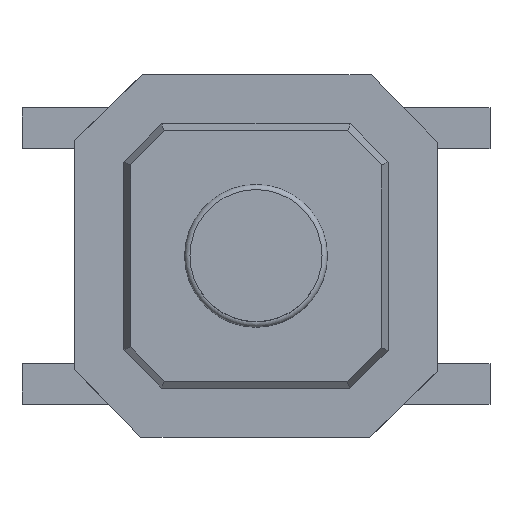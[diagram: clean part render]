
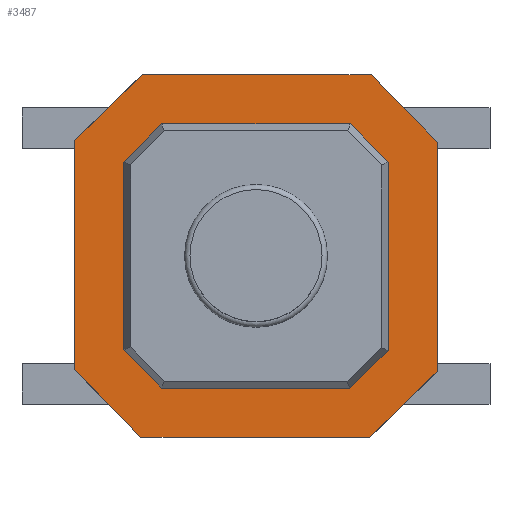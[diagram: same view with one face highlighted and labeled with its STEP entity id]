
A CAD part, top view. The second image highlights one B-rep face of the part: STEP entity #3487.
In plain terms, the highlighted planar face has unit normal (0, 0, 1).
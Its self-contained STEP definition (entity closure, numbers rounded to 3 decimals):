
#151=FACE_BOUND('',#595,.T.);
#174=PLANE('',#3735);
#383=FACE_OUTER_BOUND('',#594,.T.);
#594=EDGE_LOOP('',(#2530,#2531,#2532,#2533,#2534,#2535,#2536,#2537));
#595=EDGE_LOOP('',(#2538,#2539,#2540,#2541,#2542,#2543,#2544,#2545));
#817=LINE('',#4696,#1233);
#821=LINE('',#4705,#1237);
#827=LINE('',#4716,#1243);
#831=LINE('',#4726,#1247);
#840=LINE('',#4743,#1256);
#844=LINE('',#4752,#1260);
#847=LINE('',#4756,#1263);
#849=LINE('',#4759,#1265);
#850=LINE('',#4763,#1266);
#851=LINE('',#4765,#1267);
#852=LINE('',#4767,#1268);
#853=LINE('',#4769,#1269);
#854=LINE('',#4771,#1270);
#855=LINE('',#4773,#1271);
#856=LINE('',#4775,#1272);
#857=LINE('',#4776,#1273);
#1233=VECTOR('',#3920,1000.);
#1237=VECTOR('',#3926,1000.);
#1243=VECTOR('',#3934,1000.);
#1247=VECTOR('',#3940,1000.);
#1256=VECTOR('',#3951,1000.);
#1260=VECTOR('',#3957,1000.);
#1263=VECTOR('',#3962,1000.);
#1265=VECTOR('',#3966,1000.);
#1266=VECTOR('',#3969,1000.);
#1267=VECTOR('',#3970,1000.);
#1268=VECTOR('',#3971,1000.);
#1269=VECTOR('',#3972,1000.);
#1270=VECTOR('',#3973,1000.);
#1271=VECTOR('',#3974,1000.);
#1272=VECTOR('',#3975,1000.);
#1273=VECTOR('',#3976,1000.);
#1648=VERTEX_POINT('',#4681);
#1655=VERTEX_POINT('',#4694);
#1659=VERTEX_POINT('',#4704);
#1663=VERTEX_POINT('',#4714);
#1667=VERTEX_POINT('',#4723);
#1668=VERTEX_POINT('',#4725);
#1675=VERTEX_POINT('',#4741);
#1679=VERTEX_POINT('',#4751);
#1680=VERTEX_POINT('',#4761);
#1681=VERTEX_POINT('',#4762);
#1682=VERTEX_POINT('',#4764);
#1683=VERTEX_POINT('',#4766);
#1684=VERTEX_POINT('',#4768);
#1685=VERTEX_POINT('',#4770);
#1686=VERTEX_POINT('',#4772);
#1687=VERTEX_POINT('',#4774);
#1988=EDGE_CURVE('',#1655,#1648,#817,.T.);
#1992=EDGE_CURVE('',#1648,#1659,#821,.T.);
#1998=EDGE_CURVE('',#1663,#1655,#827,.T.);
#2002=EDGE_CURVE('',#1667,#1668,#831,.T.);
#2011=EDGE_CURVE('',#1675,#1667,#840,.T.);
#2015=EDGE_CURVE('',#1668,#1679,#844,.T.);
#2018=EDGE_CURVE('',#1679,#1663,#847,.T.);
#2020=EDGE_CURVE('',#1659,#1675,#849,.T.);
#2021=EDGE_CURVE('',#1680,#1681,#850,.T.);
#2022=EDGE_CURVE('',#1681,#1682,#851,.T.);
#2023=EDGE_CURVE('',#1682,#1683,#852,.T.);
#2024=EDGE_CURVE('',#1683,#1684,#853,.T.);
#2025=EDGE_CURVE('',#1684,#1685,#854,.T.);
#2026=EDGE_CURVE('',#1685,#1686,#855,.T.);
#2027=EDGE_CURVE('',#1686,#1687,#856,.T.);
#2028=EDGE_CURVE('',#1687,#1680,#857,.T.);
#2530=ORIENTED_EDGE('',*,*,#2002,.F.);
#2531=ORIENTED_EDGE('',*,*,#2011,.F.);
#2532=ORIENTED_EDGE('',*,*,#2020,.F.);
#2533=ORIENTED_EDGE('',*,*,#1992,.F.);
#2534=ORIENTED_EDGE('',*,*,#1988,.F.);
#2535=ORIENTED_EDGE('',*,*,#1998,.F.);
#2536=ORIENTED_EDGE('',*,*,#2018,.F.);
#2537=ORIENTED_EDGE('',*,*,#2015,.F.);
#2538=ORIENTED_EDGE('',*,*,#2021,.T.);
#2539=ORIENTED_EDGE('',*,*,#2022,.T.);
#2540=ORIENTED_EDGE('',*,*,#2023,.T.);
#2541=ORIENTED_EDGE('',*,*,#2024,.T.);
#2542=ORIENTED_EDGE('',*,*,#2025,.T.);
#2543=ORIENTED_EDGE('',*,*,#2026,.T.);
#2544=ORIENTED_EDGE('',*,*,#2027,.T.);
#2545=ORIENTED_EDGE('',*,*,#2028,.T.);
#3487=ADVANCED_FACE('',(#383,#151),#174,.F.);
#3735=AXIS2_PLACEMENT_3D('',#4760,#3967,#3968);
#3920=DIRECTION('',(0.,1.,0.));
#3926=DIRECTION('',(0.714,0.701,0.));
#3934=DIRECTION('',(-0.701,0.714,0.));
#3940=DIRECTION('',(0.,-1.,0.));
#3951=DIRECTION('',(0.701,-0.714,0.));
#3957=DIRECTION('',(-0.714,-0.701,0.));
#3962=DIRECTION('',(-1.,0.,0.));
#3966=DIRECTION('',(1.,0.,0.));
#3967=DIRECTION('center_axis',(0.,0.,-1.));
#3968=DIRECTION('ref_axis',(-1.,0.,0.));
#3969=DIRECTION('',(1.,0.,0.));
#3970=DIRECTION('',(0.701,-0.714,0.));
#3971=DIRECTION('',(0.,-1.,0.));
#3972=DIRECTION('',(-0.714,-0.701,0.));
#3973=DIRECTION('',(-1.,0.,0.));
#3974=DIRECTION('',(-0.701,0.714,0.));
#3975=DIRECTION('',(0.,1.,0.));
#3976=DIRECTION('',(0.701,0.714,0.));
#4681=CARTESIAN_POINT('',(-2.55,1.618,0.838));
#4694=CARTESIAN_POINT('',(-2.55,-1.6,0.838));
#4696=CARTESIAN_POINT('',(-2.55,-1.6,0.838));
#4704=CARTESIAN_POINT('',(-1.6,2.55,0.838));
#4705=CARTESIAN_POINT('',(-2.55,1.618,0.838));
#4714=CARTESIAN_POINT('',(-1.618,-2.55,0.838));
#4716=CARTESIAN_POINT('',(-1.618,-2.55,0.838));
#4723=CARTESIAN_POINT('',(2.55,1.6,0.838));
#4725=CARTESIAN_POINT('',(2.55,-1.618,0.838));
#4726=CARTESIAN_POINT('',(2.55,1.6,0.838));
#4741=CARTESIAN_POINT('',(1.618,2.55,0.838));
#4743=CARTESIAN_POINT('',(1.618,2.55,0.838));
#4751=CARTESIAN_POINT('',(1.6,-2.55,0.838));
#4752=CARTESIAN_POINT('',(2.55,-1.618,0.838));
#4756=CARTESIAN_POINT('',(1.6,-2.55,0.838));
#4759=CARTESIAN_POINT('',(-1.6,2.55,0.838));
#4760=CARTESIAN_POINT('Origin',(0.,0.,0.838));
#4761=CARTESIAN_POINT('',(-1.327,1.857,0.838));
#4762=CARTESIAN_POINT('',(1.327,1.857,0.838));
#4763=CARTESIAN_POINT('',(0.,1.857,0.838));
#4764=CARTESIAN_POINT('',(1.857,1.317,0.838));
#4765=CARTESIAN_POINT('',(1.604,1.574,0.838));
#4766=CARTESIAN_POINT('',(1.857,-1.327,0.838));
#4767=CARTESIAN_POINT('',(1.857,0.,0.838));
#4768=CARTESIAN_POINT('',(1.317,-1.857,0.838));
#4769=CARTESIAN_POINT('',(1.574,-1.604,0.838));
#4770=CARTESIAN_POINT('',(-1.327,-1.857,0.838));
#4771=CARTESIAN_POINT('',(0.,-1.857,0.838));
#4772=CARTESIAN_POINT('',(-1.857,-1.317,0.838));
#4773=CARTESIAN_POINT('',(-1.604,-1.574,0.838));
#4774=CARTESIAN_POINT('',(-1.857,1.317,0.838));
#4775=CARTESIAN_POINT('',(-1.857,0.,0.838));
#4776=CARTESIAN_POINT('',(-1.604,1.574,0.838));
